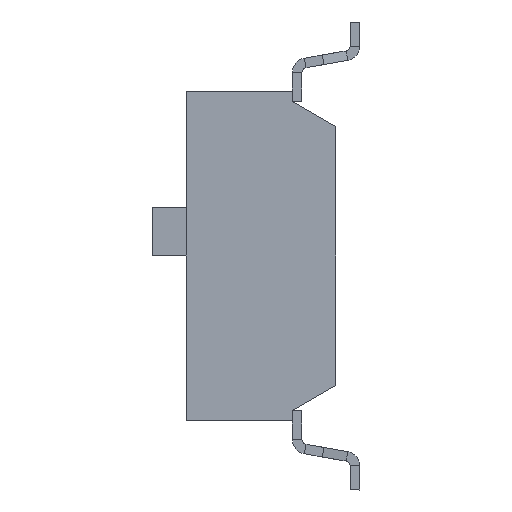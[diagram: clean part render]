
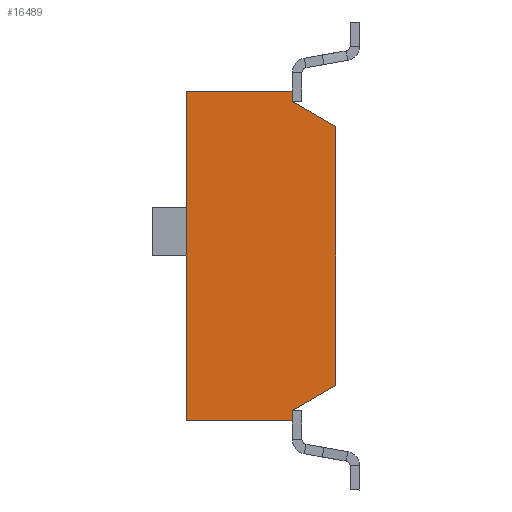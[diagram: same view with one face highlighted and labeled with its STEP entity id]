
A CAD part, left-side view. The second image highlights one B-rep face of the part: STEP entity #16489.
In plain terms, the highlighted planar face has unit normal (-1, 0, 0).
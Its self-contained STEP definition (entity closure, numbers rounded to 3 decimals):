
#74 = VERTEX_POINT ( 'NONE', #28027 ) ;
#291 = VERTEX_POINT ( 'NONE', #2205 ) ;
#313 = VECTOR ( 'NONE', #12247, 1000. ) ;
#1333 = AXIS2_PLACEMENT_3D ( 'NONE', #12106, #7699, #6677 ) ;
#1563 = LINE ( 'NONE', #17191, #15037 ) ;
#1789 = LINE ( 'NONE', #24094, #21328 ) ;
#2205 = CARTESIAN_POINT ( 'NONE',  ( -13.28, 1.4, -3.2 ) ) ;
#2795 = EDGE_LOOP ( 'NONE', ( #16965, #26331, #5183, #4107, #18386, #22976, #15655, #23870 ) ) ;
#4107 = ORIENTED_EDGE ( 'NONE', *, *, #8271, .F. ) ;
#4622 = VECTOR ( 'NONE', #22192, 1000. ) ;
#5101 = DIRECTION ( 'NONE',  ( 0., 0., -1. ) ) ;
#5183 = ORIENTED_EDGE ( 'NONE', *, *, #18254, .F. ) ;
#6069 = LINE ( 'NONE', #14994, #313 ) ;
#6243 = VECTOR ( 'NONE', #19055, 1000. ) ;
#6397 = CARTESIAN_POINT ( 'NONE',  ( -13.28, 3.6, -3.4 ) ) ;
#6645 = CARTESIAN_POINT ( 'NONE',  ( -13.28, 1.4, -3.4 ) ) ;
#6677 = DIRECTION ( 'NONE',  ( 0., 0., 1. ) ) ;
#7407 = LINE ( 'NONE', #14420, #6243 ) ;
#7699 = DIRECTION ( 'NONE',  ( -1., 0., 0. ) ) ;
#8139 = PLANE ( 'NONE',  #1333 ) ;
#8271 = EDGE_CURVE ( 'NONE', #28629, #27624, #6069, .T. ) ;
#8319 = CARTESIAN_POINT ( 'NONE',  ( -13.28, 0.5, -2.68 ) ) ;
#8598 = DIRECTION ( 'NONE',  ( 0., 0.866, -0.5 ) ) ;
#9090 = CARTESIAN_POINT ( 'NONE',  ( -13.28, 3.6, -3.4 ) ) ;
#10385 = VECTOR ( 'NONE', #20668, 1000. ) ;
#11669 = CARTESIAN_POINT ( 'NONE',  ( -13.28, 1.4, 3.4 ) ) ;
#12106 = CARTESIAN_POINT ( 'NONE',  ( -13.28, 0., 0. ) ) ;
#12247 = DIRECTION ( 'NONE',  ( 0., 0., 1. ) ) ;
#13179 = EDGE_CURVE ( 'NONE', #23301, #18007, #20523, .T. ) ;
#14343 = LINE ( 'NONE', #23049, #23816 ) ;
#14420 = CARTESIAN_POINT ( 'NONE',  ( -13.28, 1.4, 3.2 ) ) ;
#14590 = CARTESIAN_POINT ( 'NONE',  ( -13.28, 1.4, 3.2 ) ) ;
#14994 = CARTESIAN_POINT ( 'NONE',  ( -13.28, 3.6, 3.4 ) ) ;
#15037 = VECTOR ( 'NONE', #8598, 1000. ) ;
#15655 = ORIENTED_EDGE ( 'NONE', *, *, #18546, .F. ) ;
#16174 = CARTESIAN_POINT ( 'NONE',  ( -13.28, 3.6, 3.4 ) ) ;
#16489 = ADVANCED_FACE ( 'NONE', ( #25874 ), #8139, .T. ) ;
#16965 = ORIENTED_EDGE ( 'NONE', *, *, #28711, .F. ) ;
#17191 = CARTESIAN_POINT ( 'NONE',  ( -13.28, 1.4, -3.2 ) ) ;
#17703 = EDGE_CURVE ( 'NONE', #22223, #28629, #22772, .T. ) ;
#17922 = VERTEX_POINT ( 'NONE', #8319 ) ;
#18007 = VERTEX_POINT ( 'NONE', #14590 ) ;
#18254 = EDGE_CURVE ( 'NONE', #27624, #23301, #14343, .T. ) ;
#18386 = ORIENTED_EDGE ( 'NONE', *, *, #17703, .F. ) ;
#18546 = EDGE_CURVE ( 'NONE', #17922, #291, #1563, .T. ) ;
#19055 = DIRECTION ( 'NONE',  ( 0., -0.866, -0.5 ) ) ;
#20431 = LINE ( 'NONE', #25044, #25845 ) ;
#20523 = LINE ( 'NONE', #11669, #10385 ) ;
#20668 = DIRECTION ( 'NONE',  ( 0., 0., -1. ) ) ;
#20932 = CARTESIAN_POINT ( 'NONE',  ( -13.28, 1.4, 3.4 ) ) ;
#21328 = VECTOR ( 'NONE', #26137, 1000. ) ;
#21548 = EDGE_CURVE ( 'NONE', #291, #22223, #20431, .T. ) ;
#22192 = DIRECTION ( 'NONE',  ( 0., 1., 0. ) ) ;
#22223 = VERTEX_POINT ( 'NONE', #6645 ) ;
#22772 = LINE ( 'NONE', #9090, #4622 ) ;
#22976 = ORIENTED_EDGE ( 'NONE', *, *, #21548, .F. ) ;
#23049 = CARTESIAN_POINT ( 'NONE',  ( -13.28, 3.6, 3.4 ) ) ;
#23301 = VERTEX_POINT ( 'NONE', #20932 ) ;
#23816 = VECTOR ( 'NONE', #27838, 1000. ) ;
#23870 = ORIENTED_EDGE ( 'NONE', *, *, #24905, .F. ) ;
#24094 = CARTESIAN_POINT ( 'NONE',  ( -13.28, 0.5, -2.68 ) ) ;
#24905 = EDGE_CURVE ( 'NONE', #74, #17922, #1789, .T. ) ;
#25044 = CARTESIAN_POINT ( 'NONE',  ( -13.28, 1.4, -3.4 ) ) ;
#25845 = VECTOR ( 'NONE', #5101, 1000. ) ;
#25874 = FACE_OUTER_BOUND ( 'NONE', #2795, .T. ) ;
#26137 = DIRECTION ( 'NONE',  ( 0., 0., -1. ) ) ;
#26331 = ORIENTED_EDGE ( 'NONE', *, *, #13179, .F. ) ;
#27624 = VERTEX_POINT ( 'NONE', #16174 ) ;
#27838 = DIRECTION ( 'NONE',  ( 0., -1., 0. ) ) ;
#28027 = CARTESIAN_POINT ( 'NONE',  ( -13.28, 0.5, 2.68 ) ) ;
#28629 = VERTEX_POINT ( 'NONE', #6397 ) ;
#28711 = EDGE_CURVE ( 'NONE', #18007, #74, #7407, .T. ) ;
